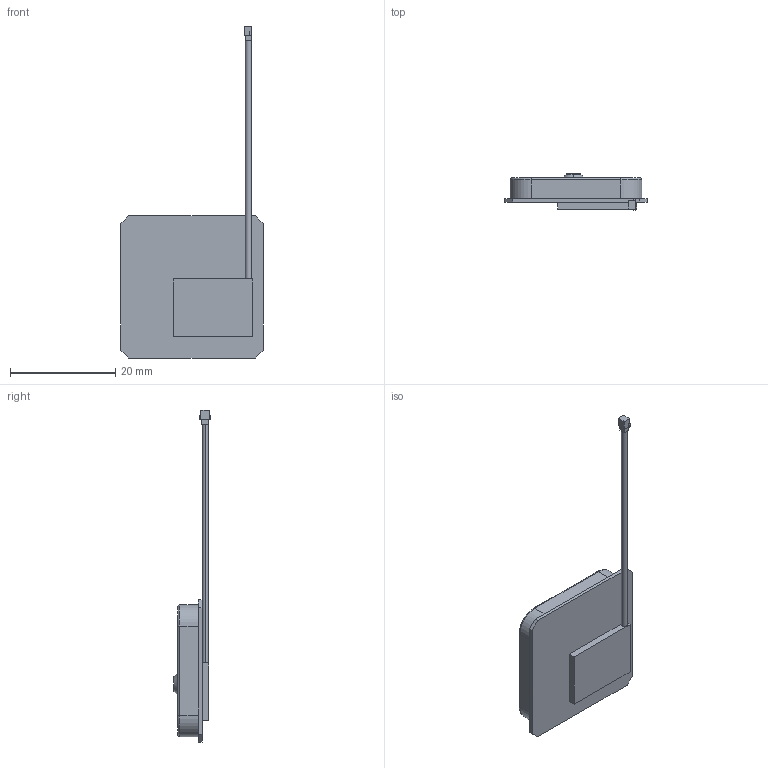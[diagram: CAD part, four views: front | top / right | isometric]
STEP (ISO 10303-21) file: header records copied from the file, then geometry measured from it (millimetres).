
FILE_DESCRIPTION (( 'STEP AP214' ), '1' );
FILE_NAME ('APAM2764YK0175.STEP', '2015-02-19T10:21:22', ( 'D4' ), ( '' ), 'SwSTEP 2.0', 'SolidWorks 2012', '' );
FILE_SCHEMA (( 'AUTOMOTIVE_DESIGN' ));
Length unit declared in the file: millimetre
Products named in the file (1): APAM2764YK0175
Bounding box: 27 x 6.96 x 63 mm (x, y, z)
Volume: 3210.9 mm3; surface area: 3352.5 mm2
Topology: 3 solids, 3 shells, 230 faces, 590 edges, 390 vertices
Faces by surface type: plane 174, bspline 38, cylinder 10, torus 6, cone 2
Entity records: 11558 total; most frequent: CARTESIAN_POINT 3849, ORIENTED_EDGE 1180, DIRECTION 932, EDGE_CURVE 590, VECTOR 482, LINE 482, VERTEX_POINT 390, EDGE_LOOP 254
